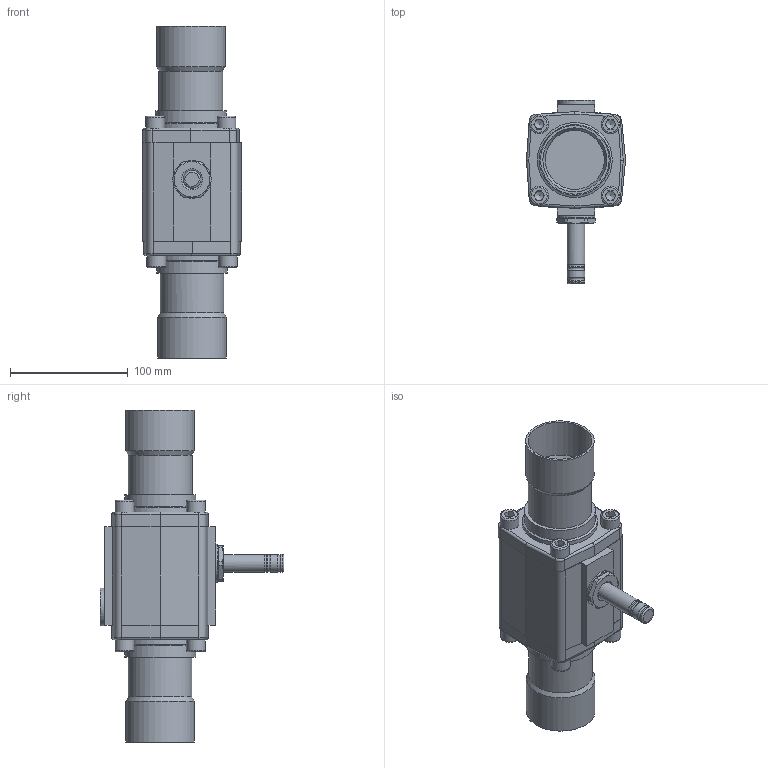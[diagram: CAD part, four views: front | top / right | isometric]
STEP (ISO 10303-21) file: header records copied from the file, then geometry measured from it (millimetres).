
FILE_DESCRIPTION(/* description */ (''),/* implementation_level */ '2;1');
FILE_NAME(/* name */ '032L2112R.stp',/* time_stamp */ '2022-08-16T13:53:28+03:00',/* author */ ('U403152'),/* organization */ (''),/* preprocessor_version */ 'ST-DEVELOPER v18.1',/* originating_system */ 'Autodesk Inventor 2020',/* authorisation */ '');
FILE_SCHEMA (('AUTOMOTIVE_DESIGN { 1 0 10303 214 3 1 1 }'));
Length unit declared in the file: millimetre
Products named in the file (1): Part1
Bounding box: 84 x 156 x 281.5 mm (x, y, z)
Volume: 845130 mm3; surface area: 123942 mm2
Topology: 1 solids, 10 shells, 313 faces, 785 edges, 501 vertices
Faces by surface type: plane 190, cylinder 78, torus 24, cone 21
Full cylindrical faces by diameter (mm): 10 x8, 11 x8, 13.6 x4, 15 x4, 16 x8, 18 x1, 25.4 x1, 32 x2, 50 x2, 54 x2, 54.2 x2, 58.2 x2, 60 x2, 63.5 x2
Entity records: 10422 total; most frequent: CARTESIAN_POINT 2672, DIRECTION 1709, ORIENTED_EDGE 1554, EDGE_CURVE 777, AXIS2_PLACEMENT_3D 646, VERTEX_POINT 501, LINE 417, VECTOR 417
